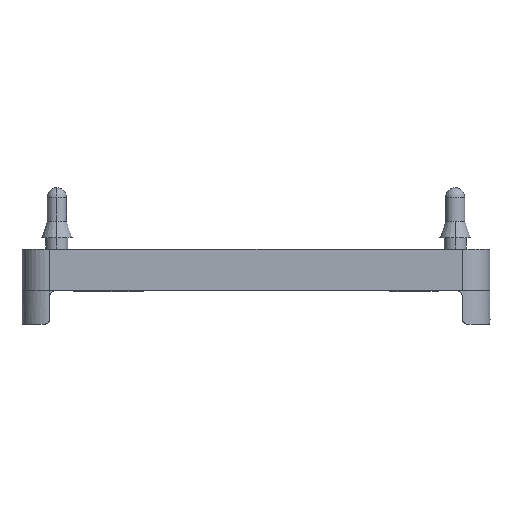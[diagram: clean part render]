
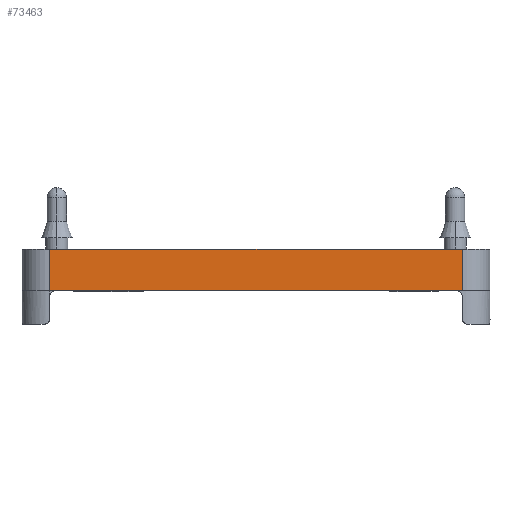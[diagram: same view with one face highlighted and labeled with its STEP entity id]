
A CAD part, left-side view. The second image highlights one B-rep face of the part: STEP entity #73463.
In plain terms, the highlighted planar face has unit normal (-1, 0, 0).
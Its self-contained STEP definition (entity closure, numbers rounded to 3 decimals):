
#859=CARTESIAN_POINT('',(-42.0,36.968,-2.0));
#860=VERTEX_POINT('',#859);
#3777=CARTESIAN_POINT('',(-42.0,-36.968,-2.0));
#3778=VERTEX_POINT('',#3777);
#3786=CARTESIAN_POINT('',(-42.0,-36.968,-2.0));
#3787=DIRECTION('',(0.0,1.0,0.0));
#3788=VECTOR('',#3787,73.937);
#3789=LINE('',#3786,#3788);
#3790=EDGE_CURVE('',#3778,#860,#3789,.T.);
#71847=CARTESIAN_POINT('',(-42.0,-37.0,-2.0));
#71848=VERTEX_POINT('',#71847);
#71856=CARTESIAN_POINT('',(-42.0,-37.0,-2.0));
#71857=DIRECTION('',(0.0,1.0,0.0));
#71858=VECTOR('',#71857,0.032);
#71859=LINE('',#71856,#71858);
#71860=EDGE_CURVE('',#71848,#3778,#71859,.T.);
#72041=CARTESIAN_POINT('',(-42.0,37.,-2.0));
#72042=VERTEX_POINT('',#72041);
#72060=CARTESIAN_POINT('',(-42.0,36.968,-2.0));
#72061=DIRECTION('',(0.0,1.0,0.0));
#72062=VECTOR('',#72061,0.032);
#72063=LINE('',#72060,#72062);
#72064=EDGE_CURVE('',#860,#72042,#72063,.T.);
#73431=CARTESIAN_POINT('',(-42.0,-37.0,-2.0));
#73432=DIRECTION('',(-1.0,0.0,0.0));
#73433=DIRECTION('',(0.0,0.0,1.0));
#73434=AXIS2_PLACEMENT_3D('',#73431,#73432,#73433);
#73435=PLANE('',#73434);
#73436=CARTESIAN_POINT('',(-42.0,-37.0,5.5));
#73437=VERTEX_POINT('',#73436);
#73438=CARTESIAN_POINT('',(-42.0,-37.0,-2.0));
#73439=DIRECTION('',(0.0,0.0,1.0));
#73440=VECTOR('',#73439,7.5);
#73441=LINE('',#73438,#73440);
#73442=EDGE_CURVE('',#71848,#73437,#73441,.T.);
#73443=ORIENTED_EDGE('',*,*,#73442,.T.);
#73444=CARTESIAN_POINT('',(-42.0,37.,5.5));
#73445=VERTEX_POINT('',#73444);
#73446=CARTESIAN_POINT('',(-42.0,-37.0,5.5));
#73447=DIRECTION('',(0.0,1.0,0.0));
#73448=VECTOR('',#73447,74.0);
#73449=LINE('',#73446,#73448);
#73450=EDGE_CURVE('',#73437,#73445,#73449,.T.);
#73451=ORIENTED_EDGE('',*,*,#73450,.T.);
#73452=CARTESIAN_POINT('',(-42.0,37.,-2.0));
#73453=DIRECTION('',(0.0,0.0,1.0));
#73454=VECTOR('',#73453,7.5);
#73455=LINE('',#73452,#73454);
#73456=EDGE_CURVE('',#72042,#73445,#73455,.T.);
#73457=ORIENTED_EDGE('',*,*,#73456,.F.);
#73458=ORIENTED_EDGE('',*,*,#72064,.F.);
#73459=ORIENTED_EDGE('',*,*,#3790,.F.);
#73460=ORIENTED_EDGE('',*,*,#71860,.F.);
#73461=EDGE_LOOP('',(#73443,#73451,#73457,#73458,#73459,#73460));
#73462=FACE_OUTER_BOUND('',#73461,.T.);
#73463=ADVANCED_FACE('',(#73462),#73435,.T.);
